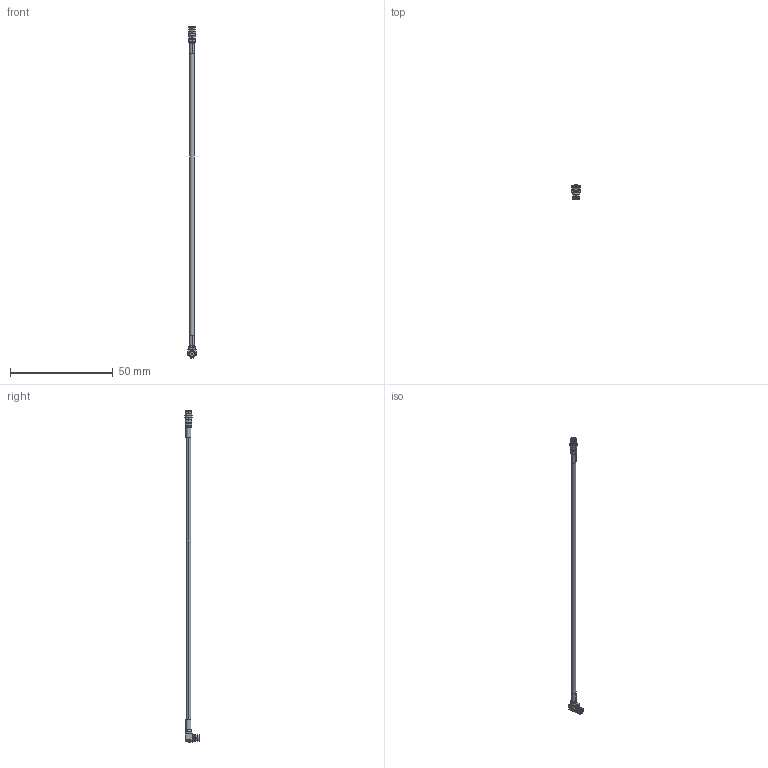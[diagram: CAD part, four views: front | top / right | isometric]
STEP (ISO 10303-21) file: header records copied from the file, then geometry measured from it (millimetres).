
FILE_DESCRIPTION (( 'STEP AP214' ), '1' );
FILE_NAME ('FMC00649_3D.STEP', '2022-09-25T17:44:21', ( '' ), ( '' ), 'SwSTEP 2.0', 'SolidWorks 2021', '' );
FILE_SCHEMA (( 'AUTOMOTIVE_DESIGN' ));
Length unit declared in the file: inch
Products named in the file (5): SC5152; Copy of HeatShrink-SR086^FMC00649; FMC00649_3D; FM-SR086TB; SC5233
Assembly tree (5 placements, depth 2):
  FMC00649_3D
    FM-SR086TB
    SC5152
    SC5233
    Copy of HeatShrink-SR086^FMC00649  x2
Bounding box: 3.96 x 7.1 x 161.7 mm (x, y, z)
Volume: 752.4 mm3; surface area: 1605.4 mm2
Topology: 8 solids, 8 shells, 257 faces, 683 edges, 439 vertices
Faces by surface type: plane 101, cylinder 98, cone 50, torus 8
Entity records: 8612 total; most frequent: CARTESIAN_POINT 2052, ORIENTED_EDGE 1306, DIRECTION 1270, EDGE_CURVE 653, AXIS2_PLACEMENT_3D 497, VERTEX_POINT 425, LINE 276, VECTOR 276
